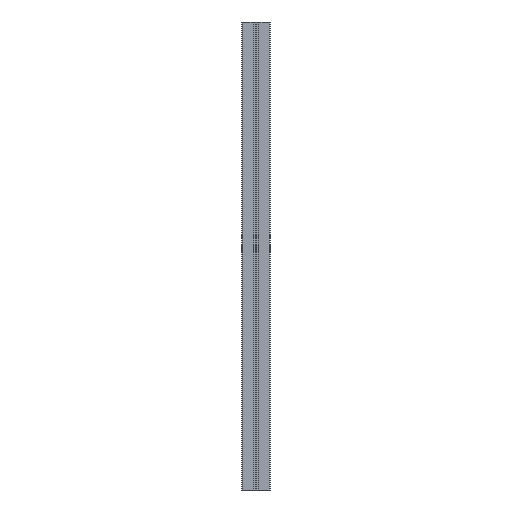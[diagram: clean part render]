
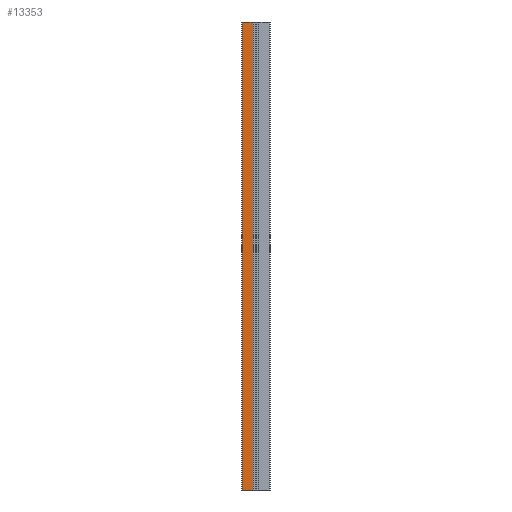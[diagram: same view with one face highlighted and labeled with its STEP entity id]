
A CAD part, front view. The second image highlights one B-rep face of the part: STEP entity #13353.
In plain terms, the highlighted planar face has unit normal (0, -1, 0).
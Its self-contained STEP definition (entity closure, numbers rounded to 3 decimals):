
#316 = EDGE_CURVE ( 'NONE', #4033, #13035, #11266, .T. ) ;
#658 = LINE ( 'NONE', #6917, #10037 ) ;
#1097 = VERTEX_POINT ( 'NONE', #3025 ) ;
#1385 = PLANE ( 'NONE',  #6627 ) ;
#1449 = CARTESIAN_POINT ( 'NONE',  ( -6.325, -20., -1000. ) ) ;
#1970 = ORIENTED_EDGE ( 'NONE', *, *, #316, .F. ) ;
#2458 = DIRECTION ( 'NONE',  ( 0., 0., -1. ) ) ;
#3025 = CARTESIAN_POINT ( 'NONE',  ( -6.325, -20., -1000. ) ) ;
#3628 = DIRECTION ( 'NONE',  ( -1., 0., 0. ) ) ;
#3661 = CARTESIAN_POINT ( 'NONE',  ( -28., -20., -1000. ) ) ;
#3690 = DIRECTION ( 'NONE',  ( -1., 0., 0. ) ) ;
#4033 = VERTEX_POINT ( 'NONE', #5755 ) ;
#4061 = EDGE_CURVE ( 'NONE', #1097, #4033, #7920, .T. ) ;
#4201 = ORIENTED_EDGE ( 'NONE', *, *, #4061, .F. ) ;
#5425 = FACE_OUTER_BOUND ( 'NONE', #10188, .T. ) ;
#5526 = VECTOR ( 'NONE', #7015, 1000. ) ;
#5573 = LINE ( 'NONE', #1449, #13051 ) ;
#5755 = CARTESIAN_POINT ( 'NONE',  ( -28., -20., -1000. ) ) ;
#6108 = CARTESIAN_POINT ( 'NONE',  ( -28., -20., 0. ) ) ;
#6315 = VERTEX_POINT ( 'NONE', #10258 ) ;
#6526 = ORIENTED_EDGE ( 'NONE', *, *, #8955, .T. ) ;
#6627 = AXIS2_PLACEMENT_3D ( 'NONE', #10084, #11161, #3628 ) ;
#6769 = CARTESIAN_POINT ( 'NONE',  ( -20., -20., -1000. ) ) ;
#6917 = CARTESIAN_POINT ( 'NONE',  ( -20., -20., 0. ) ) ;
#7014 = DIRECTION ( 'NONE',  ( -1., 0., 0. ) ) ;
#7015 = DIRECTION ( 'NONE',  ( 0., 0., 1. ) ) ;
#7920 = LINE ( 'NONE', #6769, #9477 ) ;
#8955 = EDGE_CURVE ( 'NONE', #6315, #13035, #658, .T. ) ;
#9477 = VECTOR ( 'NONE', #3690, 1000. ) ;
#10037 = VECTOR ( 'NONE', #7014, 1000. ) ;
#10084 = CARTESIAN_POINT ( 'NONE',  ( -20., -20., -1000. ) ) ;
#10188 = EDGE_LOOP ( 'NONE', ( #4201, #10301, #6526, #1970 ) ) ;
#10258 = CARTESIAN_POINT ( 'NONE',  ( -6.325, -20., 0. ) ) ;
#10301 = ORIENTED_EDGE ( 'NONE', *, *, #14003, .F. ) ;
#11161 = DIRECTION ( 'NONE',  ( 0., -1., 0. ) ) ;
#11266 = LINE ( 'NONE', #3661, #5526 ) ;
#13035 = VERTEX_POINT ( 'NONE', #6108 ) ;
#13051 = VECTOR ( 'NONE', #2458, 1000. ) ;
#13353 = ADVANCED_FACE ( 'NONE', ( #5425 ), #1385, .T. ) ;
#14003 = EDGE_CURVE ( 'NONE', #6315, #1097, #5573, .T. ) ;
